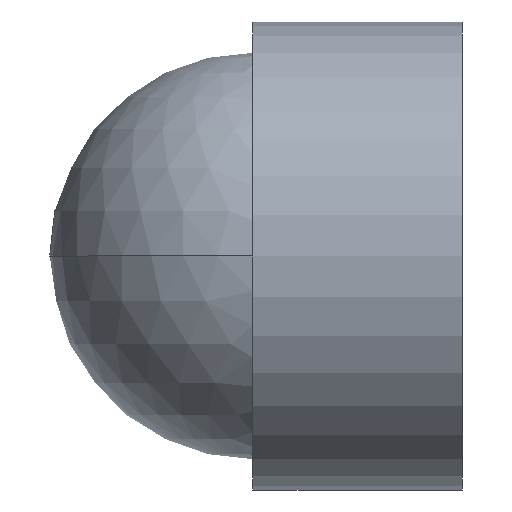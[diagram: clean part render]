
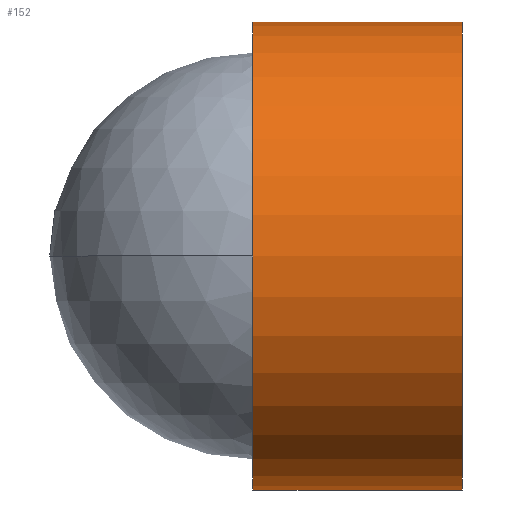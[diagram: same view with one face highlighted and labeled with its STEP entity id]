
A CAD part, left-side view. The second image highlights one B-rep face of the part: STEP entity #152.
In plain terms, the highlighted cylindrical face has radius 9.5 mm (diameter 19 mm), a partial arc.
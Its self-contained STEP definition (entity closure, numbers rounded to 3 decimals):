
#14 = CARTESIAN_POINT ( 'NONE',  ( 0., 8.5, -9.5 ) ) ;
#33 = VECTOR ( 'NONE', #73, 1000. ) ;
#44 = CIRCLE ( 'NONE', #322, 9.5 ) ;
#64 = CIRCLE ( 'NONE', #285, 9.5 ) ;
#72 = CARTESIAN_POINT ( 'NONE',  ( 0., -1.306, 9.5 ) ) ;
#73 = DIRECTION ( 'NONE',  ( 0., -1., 0. ) ) ;
#98 = EDGE_CURVE ( 'NONE', #153, #173, #155, .T. ) ;
#101 = EDGE_LOOP ( 'NONE', ( #353, #260, #316, #136 ) ) ;
#103 = DIRECTION ( 'NONE',  ( 0., 0., -1. ) ) ;
#114 = CARTESIAN_POINT ( 'NONE',  ( 0., 0., 0. ) ) ;
#127 = DIRECTION ( 'NONE',  ( 0., -1., 0. ) ) ;
#136 = ORIENTED_EDGE ( 'NONE', *, *, #288, .F. ) ;
#152 = ADVANCED_FACE ( 'NONE', ( #256 ), #282, .T. ) ;
#153 = VERTEX_POINT ( 'NONE', #280 ) ;
#155 = LINE ( 'NONE', #72, #339 ) ;
#160 = DIRECTION ( 'NONE',  ( 0., -1., 0. ) ) ;
#161 = EDGE_CURVE ( 'NONE', #153, #229, #44, .T. ) ;
#173 = VERTEX_POINT ( 'NONE', #369 ) ;
#174 = CARTESIAN_POINT ( 'NONE',  ( 0., 0., -9.5 ) ) ;
#175 = EDGE_CURVE ( 'NONE', #229, #385, #251, .T. ) ;
#229 = VERTEX_POINT ( 'NONE', #14 ) ;
#234 = DIRECTION ( 'NONE',  ( 0., -1., 0. ) ) ;
#249 = DIRECTION ( 'NONE',  ( 0., 0., -1. ) ) ;
#251 = LINE ( 'NONE', #308, #33 ) ;
#256 = FACE_OUTER_BOUND ( 'NONE', #101, .T. ) ;
#260 = ORIENTED_EDGE ( 'NONE', *, *, #161, .T. ) ;
#280 = CARTESIAN_POINT ( 'NONE',  ( 0., 8.5, 9.5 ) ) ;
#282 = CYLINDRICAL_SURFACE ( 'NONE', #302, 9.5 ) ;
#284 = CARTESIAN_POINT ( 'NONE',  ( 0., -1.306, 0. ) ) ;
#285 = AXIS2_PLACEMENT_3D ( 'NONE', #114, #234, #357 ) ;
#288 = EDGE_CURVE ( 'NONE', #173, #385, #64, .T. ) ;
#302 = AXIS2_PLACEMENT_3D ( 'NONE', #284, #127, #249 ) ;
#308 = CARTESIAN_POINT ( 'NONE',  ( 0., -1.306, -9.5 ) ) ;
#316 = ORIENTED_EDGE ( 'NONE', *, *, #175, .T. ) ;
#322 = AXIS2_PLACEMENT_3D ( 'NONE', #373, #375, #103 ) ;
#339 = VECTOR ( 'NONE', #160, 1000. ) ;
#353 = ORIENTED_EDGE ( 'NONE', *, *, #98, .F. ) ;
#357 = DIRECTION ( 'NONE',  ( 0., 0., -1. ) ) ;
#369 = CARTESIAN_POINT ( 'NONE',  ( 0., 0., 9.5 ) ) ;
#373 = CARTESIAN_POINT ( 'NONE',  ( 0., 8.5, 0. ) ) ;
#375 = DIRECTION ( 'NONE',  ( 0., -1., 0. ) ) ;
#385 = VERTEX_POINT ( 'NONE', #174 ) ;
